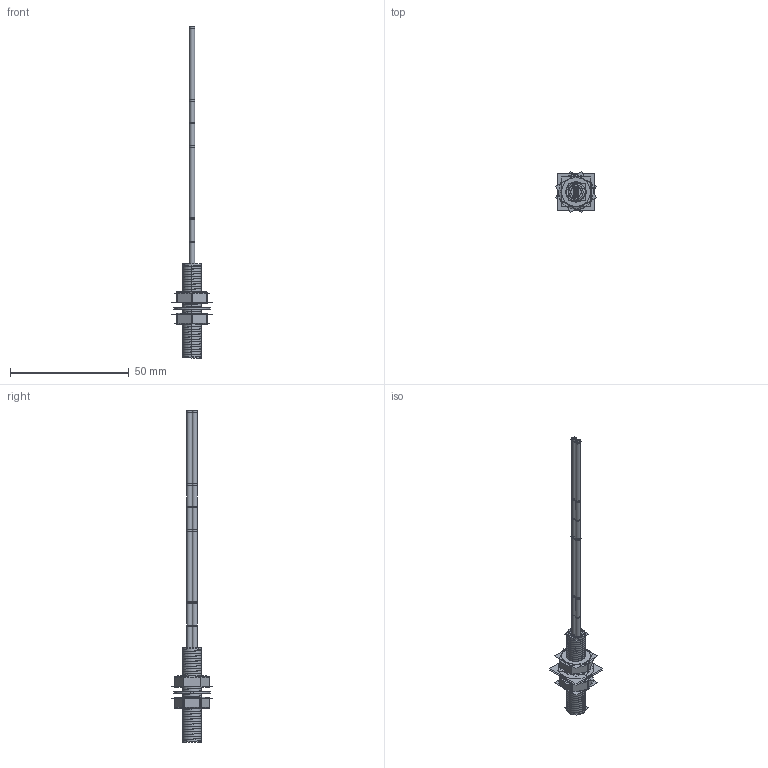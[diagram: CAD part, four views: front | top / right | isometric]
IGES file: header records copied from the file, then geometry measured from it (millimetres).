
Start section:  PTC IGES file: 188737.igs
Global section: file name: 188737.igs; native system: Creo Parametric by Parametric Technology Corporation; preprocessor: 2013230; author: pdmadmin; organization: Unknown; date: 20160112.153111; units: millimetre
Bounding box: 17.08 x 17.09 x 139.85 mm (x, y, z)
Volume: 2739.6 mm3; surface area: 72503.1 mm2
Topology: 10 solids, 10 shells, 574 faces, 3004 edges, 3873 vertices
Faces by surface type: revolution 416, bspline 158
